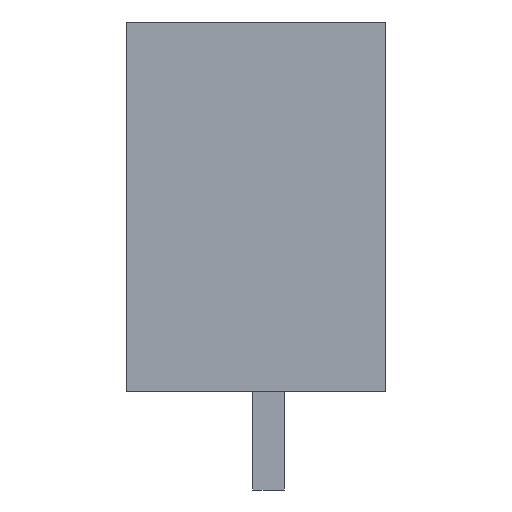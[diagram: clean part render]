
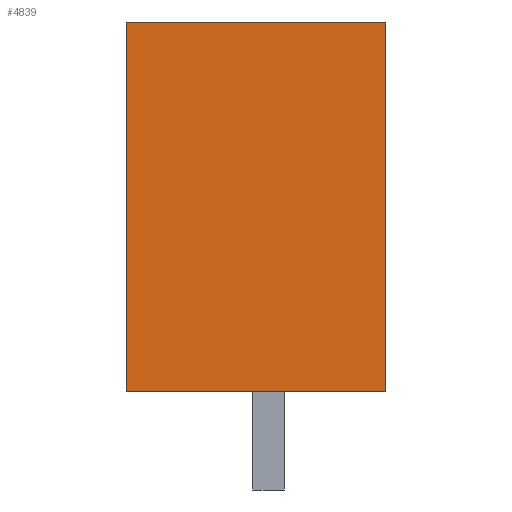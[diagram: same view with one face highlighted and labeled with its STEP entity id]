
A CAD part, left-side view. The second image highlights one B-rep face of the part: STEP entity #4839.
In plain terms, the highlighted planar face has unit normal (-1, 0, 0).
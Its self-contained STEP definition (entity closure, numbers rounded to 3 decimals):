
#4819=AXIS2_PLACEMENT_3D('Plane Axis2P3D',#4816,#4817,#4818) ;
#1357=CARTESIAN_POINT('Vertex',(0.,0.,3.2)) ;
#1360=CARTESIAN_POINT('Line Origine',(0.,4.215,3.2)) ;
#1364=CARTESIAN_POINT('Vertex',(0.,8.43,3.2)) ;
#4652=CARTESIAN_POINT('Line Origine',(0.,0.,9.2)) ;
#4656=CARTESIAN_POINT('Vertex',(0.,0.,15.2)) ;
#4816=CARTESIAN_POINT('Axis2P3D Location',(0.,8.43,15.2)) ;
#4821=CARTESIAN_POINT('Line Origine',(0.,4.215,15.2)) ;
#4825=CARTESIAN_POINT('Vertex',(0.,8.43,15.2)) ;
#4828=CARTESIAN_POINT('Line Origine',(0.,8.43,9.2)) ;
#1361=DIRECTION('Vector Direction',(0.,-1.,0.)) ;
#4653=DIRECTION('Vector Direction',(0.,0.,-1.)) ;
#4817=DIRECTION('Axis2P3D Direction',(-1.,0.,0.)) ;
#4818=DIRECTION('Axis2P3D XDirection',(0.,0.,1.)) ;
#4822=DIRECTION('Vector Direction',(0.,-1.,0.)) ;
#4829=DIRECTION('Vector Direction',(0.,0.,-1.)) ;
#1362=VECTOR('Line Direction',#1361,1.) ;
#4654=VECTOR('Line Direction',#4653,1.) ;
#4823=VECTOR('Line Direction',#4822,1.) ;
#4830=VECTOR('Line Direction',#4829,1.) ;
#4834=ORIENTED_EDGE('',*,*,#4827,.F.) ;
#4835=ORIENTED_EDGE('',*,*,#4832,.T.) ;
#4836=ORIENTED_EDGE('',*,*,#1366,.T.) ;
#4837=ORIENTED_EDGE('',*,*,#4658,.F.) ;
#4839=ADVANCED_FACE('HOUSING',(#4838),#4820,.T.) ;
#1366=EDGE_CURVE('',#1365,#1358,#1363,.T.) ;
#4658=EDGE_CURVE('',#4657,#1358,#4655,.T.) ;
#4827=EDGE_CURVE('',#4826,#4657,#4824,.T.) ;
#4832=EDGE_CURVE('',#4826,#1365,#4831,.T.) ;
#4833=EDGE_LOOP('',(#4834,#4835,#4836,#4837)) ;
#4838=FACE_OUTER_BOUND('',#4833,.T.) ;
#1363=LINE('Line',#1360,#1362) ;
#4655=LINE('Line',#4652,#4654) ;
#4824=LINE('Line',#4821,#4823) ;
#4831=LINE('Line',#4828,#4830) ;
#4820=PLANE('',#4819) ;
#1358=VERTEX_POINT('',#1357) ;
#1365=VERTEX_POINT('',#1364) ;
#4657=VERTEX_POINT('',#4656) ;
#4826=VERTEX_POINT('',#4825) ;
